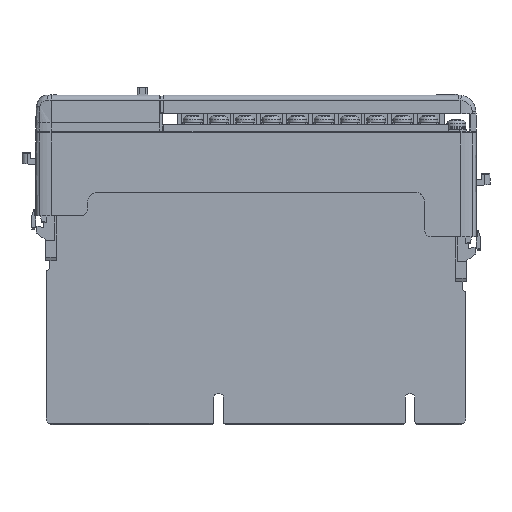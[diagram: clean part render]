
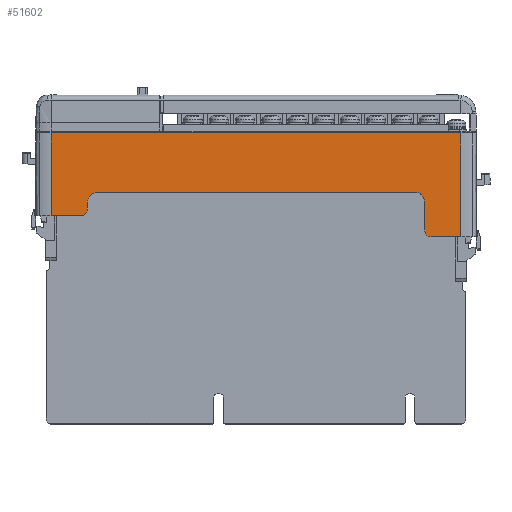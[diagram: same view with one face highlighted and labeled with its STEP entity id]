
A CAD part, left-side view. The second image highlights one B-rep face of the part: STEP entity #51602.
In plain terms, the highlighted planar face has unit normal (-1, 0, 0.009).
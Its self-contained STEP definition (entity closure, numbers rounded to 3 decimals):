
#16048 = VERTEX_POINT ( 'NONE', #50274 ) ;
#16057 = VERTEX_POINT ( 'NONE', #50380 ) ;
#16091 = EDGE_CURVE ( 'NONE', #16048, #16057, #50507, .T. ) ;
#16120 = VERTEX_POINT ( 'NONE', #50661 ) ;
#16123 = EDGE_CURVE ( 'NONE', #16120, #16057, #50655, .T. ) ;
#16142 = VERTEX_POINT ( 'NONE', #50723 ) ;
#16152 = VERTEX_POINT ( 'NONE', #50682 ) ;
#16156 = EDGE_CURVE ( 'NONE', #16152, #16157, #50799, .T. ) ;
#16157 = VERTEX_POINT ( 'NONE', #50793 ) ;
#16162 = EDGE_CURVE ( 'NONE', #16192, #16157, #50778, .T. ) ;
#16176 = EDGE_CURVE ( 'NONE', #16120, #16142, #50823, .T. ) ;
#16192 = VERTEX_POINT ( 'NONE', #50877 ) ;
#16195 = EDGE_CURVE ( 'NONE', #16192, #16142, #50871, .T. ) ;
#40771 = DIRECTION ( 'NONE',  ( -0.009, 0., -1. ) ) ;
#40772 = VECTOR ( 'NONE', #40771, 1000. ) ;
#40773 = CARTESIAN_POINT ( 'NONE',  ( 101.307, 115.315, -119.122 ) ) ;
#40774 = LINE ( 'NONE', #40773, #40772 ) ;
#40779 = CARTESIAN_POINT ( 'NONE',  ( 101.57, 115.315, -88.997 ) ) ;
#40944 = FACE_OUTER_BOUND ( 'NONE', #51604, .T. ) ;
#41031 = DIRECTION ( 'NONE',  ( 0.009, 0., 1. ) ) ;
#41032 = DIRECTION ( 'NONE',  ( -1., 0., 0.009 ) ) ;
#41033 = CARTESIAN_POINT ( 'NONE',  ( 101.306, -3.768, -119.226 ) ) ;
#41034 = AXIS2_PLACEMENT_3D ( 'NONE', #41033, #41032, #41031 ) ;
#41035 = PLANE ( 'NONE',  #41034 ) ;
#41049 = DIRECTION ( 'NONE',  ( -0.009, 0., -1. ) ) ;
#41050 = VECTOR ( 'NONE', #41049, 1000. ) ;
#41051 = CARTESIAN_POINT ( 'NONE',  ( 101.307, -3.768, -119.122 ) ) ;
#41052 = LINE ( 'NONE', #41051, #41050 ) ;
#41053 = CARTESIAN_POINT ( 'NONE',  ( 101.57, -3.768, -88.997 ) ) ;
#41107 = DIRECTION ( 'NONE',  ( 0., -1., 0. ) ) ;
#41108 = VECTOR ( 'NONE', #41107, 1000. ) ;
#41109 = CARTESIAN_POINT ( 'NONE',  ( 101.57, -3.768, -88.997 ) ) ;
#41110 = LINE ( 'NONE', #41109, #41108 ) ;
#50274 = CARTESIAN_POINT ( 'NONE',  ( 101.36, 106.815, -113.126 ) ) ;
#50380 = CARTESIAN_POINT ( 'NONE',  ( 101.377, 104.815, -111.126 ) ) ;
#50489 = CARTESIAN_POINT ( 'NONE',  ( 101.377, 104.815, -111.126 ) ) ;
#50491 = CARTESIAN_POINT ( 'NONE',  ( 101.367, 104.815, -112.298 ) ) ;
#50493 = CARTESIAN_POINT ( 'NONE',  ( 101.36, 105.643, -113.126 ) ) ;
#50495 = CARTESIAN_POINT ( 'NONE',  ( 101.36, 106.815, -113.126 ) ) ;
#50507 =( BOUNDED_CURVE ( )  B_SPLINE_CURVE ( 3, ( #50495, #50493, #50491, #50489 ),
 .UNSPECIFIED., .F., .T. ) 
 B_SPLINE_CURVE_WITH_KNOTS ( ( 4, 4 ),
 ( 0., 1.571 ),
 .UNSPECIFIED. ) 
 CURVE ( )  GEOMETRIC_REPRESENTATION_ITEM ( )  RATIONAL_B_SPLINE_CURVE ( ( 1., 0.805, 0.805, 1. ) ) 
 REPRESENTATION_ITEM ( '' )  );
#50650 = DIRECTION ( 'NONE',  ( -0.009, 0., -1. ) ) ;
#50652 = VECTOR ( 'NONE', #50650, 1000. ) ;
#50653 = CARTESIAN_POINT ( 'NONE',  ( 101.306, 104.815, -119.226 ) ) ;
#50655 = LINE ( 'NONE', #50653, #50652 ) ;
#50661 = CARTESIAN_POINT ( 'NONE',  ( 101.394, 104.815, -109.226 ) ) ;
#50682 = CARTESIAN_POINT ( 'NONE',  ( 101.324, 6.732, -117.226 ) ) ;
#50723 = CARTESIAN_POINT ( 'NONE',  ( 101.42, 101.815, -106.226 ) ) ;
#50758 = CARTESIAN_POINT ( 'NONE',  ( 101.394, 6.732, -109.226 ) ) ;
#50760 = CARTESIAN_POINT ( 'NONE',  ( 101.409, 6.732, -107.469 ) ) ;
#50762 = CARTESIAN_POINT ( 'NONE',  ( 101.42, 7.975, -106.226 ) ) ;
#50764 = CARTESIAN_POINT ( 'NONE',  ( 101.42, 9.732, -106.226 ) ) ;
#50778 =( BOUNDED_CURVE ( )  B_SPLINE_CURVE ( 3, ( #50764, #50762, #50760, #50758 ),
 .UNSPECIFIED., .F., .T. ) 
 B_SPLINE_CURVE_WITH_KNOTS ( ( 4, 4 ),
 ( 0., 1.571 ),
 .UNSPECIFIED. ) 
 CURVE ( )  GEOMETRIC_REPRESENTATION_ITEM ( )  RATIONAL_B_SPLINE_CURVE ( ( 1., 0.805, 0.805, 1. ) ) 
 REPRESENTATION_ITEM ( '' )  );
#50793 = CARTESIAN_POINT ( 'NONE',  ( 101.394, 6.732, -109.226 ) ) ;
#50795 = DIRECTION ( 'NONE',  ( 0.009, 0., 1. ) ) ;
#50796 = VECTOR ( 'NONE', #50795, 1000. ) ;
#50798 = CARTESIAN_POINT ( 'NONE',  ( 101.306, 6.732, -119.226 ) ) ;
#50799 = LINE ( 'NONE', #50798, #50796 ) ;
#50809 = CARTESIAN_POINT ( 'NONE',  ( 101.42, 101.815, -106.226 ) ) ;
#50811 = CARTESIAN_POINT ( 'NONE',  ( 101.42, 103.572, -106.226 ) ) ;
#50813 = CARTESIAN_POINT ( 'NONE',  ( 101.409, 104.815, -107.469 ) ) ;
#50815 = CARTESIAN_POINT ( 'NONE',  ( 101.394, 104.815, -109.226 ) ) ;
#50823 =( BOUNDED_CURVE ( )  B_SPLINE_CURVE ( 3, ( #50815, #50813, #50811, #50809 ),
 .UNSPECIFIED., .F., .T. ) 
 B_SPLINE_CURVE_WITH_KNOTS ( ( 4, 4 ),
 ( 4.712, 6.283 ),
 .UNSPECIFIED. ) 
 CURVE ( )  GEOMETRIC_REPRESENTATION_ITEM ( )  RATIONAL_B_SPLINE_CURVE ( ( 1., 0.805, 0.805, 1. ) ) 
 REPRESENTATION_ITEM ( '' )  );
#50870 = CARTESIAN_POINT ( 'NONE',  ( 101.42, -3.768, -106.226 ) ) ;
#50871 = LINE ( 'NONE', #50870, #51012 ) ;
#50877 = CARTESIAN_POINT ( 'NONE',  ( 101.42, 9.732, -106.226 ) ) ;
#51010 = DIRECTION ( 'NONE',  ( 0., 1., 0. ) ) ;
#51012 = VECTOR ( 'NONE', #51010, 1000. ) ;
#51501 = VERTEX_POINT ( 'NONE', #40779 ) ;
#51509 = EDGE_CURVE ( 'NONE', #51501, #74931, #40774, .T. ) ;
#51602 = ADVANCED_FACE ( 'NONE', ( #40944 ), #41035, .T. ) ;
#51604 = EDGE_LOOP ( 'NONE', ( #51605, #51711, #51714, #51715, #51716, #51718, #51720, #51722, #51724, #51727, #51690, #51692 ) ) ;
#51605 = ORIENTED_EDGE ( 'NONE', *, *, #16156, .F. ) ;
#51620 = VERTEX_POINT ( 'NONE', #41053 ) ;
#51624 = EDGE_CURVE ( 'NONE', #51620, #74406, #41052, .T. ) ;
#51690 = ORIENTED_EDGE ( 'NONE', *, *, #16195, .F. ) ;
#51692 = ORIENTED_EDGE ( 'NONE', *, *, #16162, .T. ) ;
#51711 = ORIENTED_EDGE ( 'NONE', *, *, #78267, .T. ) ;
#51714 = ORIENTED_EDGE ( 'NONE', *, *, #74413, .F. ) ;
#51715 = ORIENTED_EDGE ( 'NONE', *, *, #51624, .F. ) ;
#51716 = ORIENTED_EDGE ( 'NONE', *, *, #51717, .F. ) ;
#51717 = EDGE_CURVE ( 'NONE', #51501, #51620, #41110, .T. ) ;
#51718 = ORIENTED_EDGE ( 'NONE', *, *, #51509, .T. ) ;
#51720 = ORIENTED_EDGE ( 'NONE', *, *, #74927, .T. ) ;
#51722 = ORIENTED_EDGE ( 'NONE', *, *, #16091, .T. ) ;
#51724 = ORIENTED_EDGE ( 'NONE', *, *, #16123, .F. ) ;
#51727 = ORIENTED_EDGE ( 'NONE', *, *, #16176, .T. ) ;
#74406 = VERTEX_POINT ( 'NONE', #91708 ) ;
#74413 = EDGE_CURVE ( 'NONE', #74406, #74415, #91664, .T. ) ;
#74415 = VERTEX_POINT ( 'NONE', #91651 ) ;
#74927 = EDGE_CURVE ( 'NONE', #74931, #16048, #94475, .T. ) ;
#74931 = VERTEX_POINT ( 'NONE', #94464 ) ;
#78267 = EDGE_CURVE ( 'NONE', #16152, #74415, #109237, .T. ) ;
#91651 = CARTESIAN_POINT ( 'NONE',  ( 101.306, 4.732, -119.226 ) ) ;
#91657 = DIRECTION ( 'NONE',  ( 0., 1., 0. ) ) ;
#91658 = VECTOR ( 'NONE', #91657, 1000. ) ;
#91662 = CARTESIAN_POINT ( 'NONE',  ( 101.306, 0., -119.226 ) ) ;
#91664 = LINE ( 'NONE', #91662, #91658 ) ;
#91708 = CARTESIAN_POINT ( 'NONE',  ( 101.306, -3.768, -119.226 ) ) ;
#94464 = CARTESIAN_POINT ( 'NONE',  ( 101.36, 115.315, -113.126 ) ) ;
#94466 = DIRECTION ( 'NONE',  ( 0., -1., 0. ) ) ;
#94468 = VECTOR ( 'NONE', #94466, 1000. ) ;
#94471 = CARTESIAN_POINT ( 'NONE',  ( 101.36, -3.768, -113.126 ) ) ;
#94475 = LINE ( 'NONE', #94471, #94468 ) ;
#109215 = CARTESIAN_POINT ( 'NONE',  ( 101.306, 4.732, -119.226 ) ) ;
#109217 = CARTESIAN_POINT ( 'NONE',  ( 101.306, 5.904, -119.226 ) ) ;
#109220 = CARTESIAN_POINT ( 'NONE',  ( 101.314, 6.732, -118.398 ) ) ;
#109223 = CARTESIAN_POINT ( 'NONE',  ( 101.324, 6.732, -117.226 ) ) ;
#109237 =( BOUNDED_CURVE ( )  B_SPLINE_CURVE ( 3, ( #109223, #109220, #109217, #109215 ),
 .UNSPECIFIED., .F., .T. ) 
 B_SPLINE_CURVE_WITH_KNOTS ( ( 4, 4 ),
 ( 4.712, 6.283 ),
 .UNSPECIFIED. ) 
 CURVE ( )  GEOMETRIC_REPRESENTATION_ITEM ( )  RATIONAL_B_SPLINE_CURVE ( ( 1., 0.805, 0.805, 1. ) ) 
 REPRESENTATION_ITEM ( '' )  );
